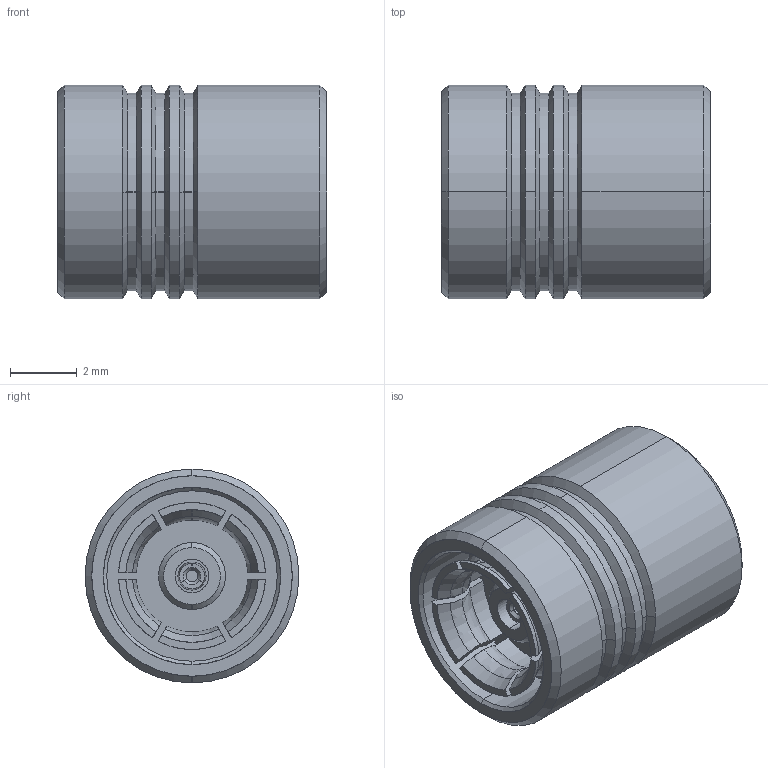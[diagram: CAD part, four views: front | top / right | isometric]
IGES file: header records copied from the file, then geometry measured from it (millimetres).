
Start section: SolidWorks IGES file using analytic representation for surfaces
Global section: file name: R114.880.000M.IGS; native system: SolidWorks 2006 by SolidWorks Corporation; preprocessor: SolidWorks 2006 by SolidWorks Corporation; author: gill_c; date: 080402.150511; units: millimetre
Bounding box: 8.05 x 6.4 x 6.4 mm (x, y, z)
Surface area: 329.8 mm2 (no closed solid volume)
Topology: 0 solids, 0 shells, 246 faces, 1686 edges, 1686 vertices
Faces by surface type: revolution 154, bspline 92
